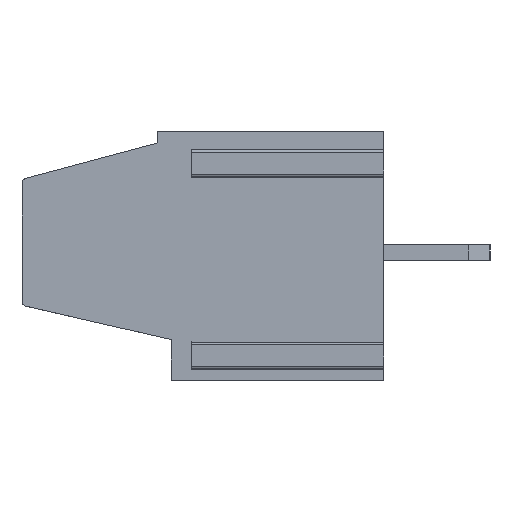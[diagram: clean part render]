
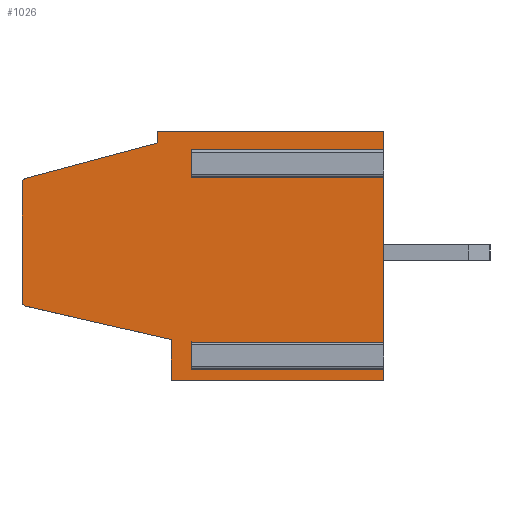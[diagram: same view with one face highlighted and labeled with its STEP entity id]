
A CAD part, left-side view. The second image highlights one B-rep face of the part: STEP entity #1026.
In plain terms, the highlighted planar face has unit normal (-1, 0, 0).
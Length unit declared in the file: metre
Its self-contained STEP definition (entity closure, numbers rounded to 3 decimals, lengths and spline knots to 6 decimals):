
#1026=ADVANCED_FACE('',(#2280),#2281,.F.);
#2280=FACE_OUTER_BOUND('',#3726,.T.);
#2281=PLANE('',#3727);
#3726=EDGE_LOOP('',(#6891,#6892,#6893,#6894,#6895,#6896,#6897,#6898,#6899,#6900,#6901,#6902,#6903,#6904,#6905,#6906,#6907,#6908));
#3727=AXIS2_PLACEMENT_3D('',#6909,#6910,#6911);
#6891=ORIENTED_EDGE('',*,*,#9190,.F.);
#6892=ORIENTED_EDGE('',*,*,#9621,.F.);
#6893=ORIENTED_EDGE('',*,*,#8618,.F.);
#6894=ORIENTED_EDGE('',*,*,#8566,.F.);
#6895=ORIENTED_EDGE('',*,*,#9592,.F.);
#6896=ORIENTED_EDGE('',*,*,#9205,.T.);
#6897=ORIENTED_EDGE('',*,*,#9269,.T.);
#6898=ORIENTED_EDGE('',*,*,#8556,.F.);
#6899=ORIENTED_EDGE('',*,*,#9271,.F.);
#6900=ORIENTED_EDGE('',*,*,#9211,.T.);
#6901=ORIENTED_EDGE('',*,*,#9258,.T.);
#6902=ORIENTED_EDGE('',*,*,#8548,.F.);
#6903=ORIENTED_EDGE('',*,*,#9132,.F.);
#6904=ORIENTED_EDGE('',*,*,#9177,.F.);
#6905=ORIENTED_EDGE('',*,*,#9174,.F.);
#6906=ORIENTED_EDGE('',*,*,#9171,.T.);
#6907=ORIENTED_EDGE('',*,*,#9162,.F.);
#6908=ORIENTED_EDGE('',*,*,#9159,.T.);
#6909=CARTESIAN_POINT('',(-0.031868,0.,0.048576));
#6910=DIRECTION('',(1.0,0.,0.));
#6911=DIRECTION('',(0.0,1.0,0.));
#8548=EDGE_CURVE('',#10206,#10208,#10209,.T.);
#8556=EDGE_CURVE('',#10222,#10224,#10225,.T.);
#8566=EDGE_CURVE('',#10242,#10244,#10245,.T.);
#8618=EDGE_CURVE('',#10244,#10346,#10347,.T.);
#9132=EDGE_CURVE('',#11125,#10206,#11127,.T.);
#9159=EDGE_CURVE('',#11179,#11177,#11180,.T.);
#9162=EDGE_CURVE('',#11179,#11183,#11184,.T.);
#9171=EDGE_CURVE('',#11199,#11183,#11200,.T.);
#9174=EDGE_CURVE('',#11199,#11203,#11204,.T.);
#9177=EDGE_CURVE('',#11203,#11125,#11207,.T.);
#9190=EDGE_CURVE('',#11228,#11177,#11230,.T.);
#9205=EDGE_CURVE('',#11255,#11253,#11256,.T.);
#9211=EDGE_CURVE('',#11265,#11266,#11267,.T.);
#9258=EDGE_CURVE('',#11266,#10208,#11344,.T.);
#9269=EDGE_CURVE('',#11253,#10224,#11355,.T.);
#9271=EDGE_CURVE('',#11265,#10222,#11357,.T.);
#9592=EDGE_CURVE('',#11255,#10242,#11812,.T.);
#9621=EDGE_CURVE('',#10346,#11228,#11841,.T.);
#10206=VERTEX_POINT('',#12658);
#10208=VERTEX_POINT('',#12661);
#10209=LINE('',#12662,#12663);
#10222=VERTEX_POINT('',#12679);
#10224=VERTEX_POINT('',#12681);
#10225=LINE('',#12682,#12683);
#10242=VERTEX_POINT('',#12704);
#10244=VERTEX_POINT('',#12706);
#10245=LINE('',#12707,#12708);
#10346=VERTEX_POINT('',#12851);
#10347=LINE('',#12852,#12853);
#11125=VERTEX_POINT('',#13964);
#11127=LINE('',#13967,#13968);
#11177=VERTEX_POINT('',#14042);
#11179=VERTEX_POINT('',#14045);
#11180=CIRCLE('',#14046,0.0002);
#11183=VERTEX_POINT('',#14050);
#11184=LINE('',#14051,#14052);
#11199=VERTEX_POINT('',#14068);
#11200=CIRCLE('',#14069,0.0002);
#11203=VERTEX_POINT('',#14073);
#11204=LINE('',#14074,#14075);
#11207=LINE('',#14079,#14080);
#11228=VERTEX_POINT('',#14111);
#11230=LINE('',#14114,#14115);
#11253=VERTEX_POINT('',#14149);
#11255=VERTEX_POINT('',#14151);
#11256=LINE('',#14152,#14153);
#11265=VERTEX_POINT('',#14164);
#11266=VERTEX_POINT('',#14165);
#11267=LINE('',#14166,#14167);
#11344=LINE('',#14279,#14280);
#11355=LINE('',#14296,#14297);
#11357=LINE('',#14299,#14300);
#11812=LINE('',#14956,#14957);
#11841=LINE('',#14998,#14999);
#12658=CARTESIAN_POINT('',(-0.031868,-0.020641,0.));
#12661=CARTESIAN_POINT('',(-0.031868,-0.020641,-0.00089));
#12662=CARTESIAN_POINT('',(-0.031868,-0.020641,-0.011));
#12663=VECTOR('',#16144,1.0);
#12679=CARTESIAN_POINT('',(-0.031868,-0.020641,-0.00191));
#12681=CARTESIAN_POINT('',(-0.031868,-0.020641,-0.00939));
#12682=CARTESIAN_POINT('',(-0.031868,-0.020641,-0.011));
#12683=VECTOR('',#16160,1.0);
#12704=CARTESIAN_POINT('',(-0.031868,-0.020641,-0.01041));
#12706=CARTESIAN_POINT('',(-0.031868,-0.020641,-0.011));
#12707=CARTESIAN_POINT('',(-0.031868,-0.020641,-0.011));
#12708=VECTOR('',#16179,1.0);
#12851=CARTESIAN_POINT('',(-0.031868,-0.011241,-0.011));
#12852=CARTESIAN_POINT('',(-0.031868,-0.011241,-0.011));
#12853=VECTOR('',#16246,1.0);
#13964=CARTESIAN_POINT('',(-0.031868,-0.010641,0.));
#13967=CARTESIAN_POINT('',(-0.031868,-0.020641,0.));
#13968=VECTOR('',#16728,1.0);
#14042=CARTESIAN_POINT('',(-0.031868,-0.004796,-0.007712));
#14045=CARTESIAN_POINT('',(-0.031868,-0.004641,-0.007517));
#14046=AXIS2_PLACEMENT_3D('',#16754,#16755,#16756);
#14050=CARTESIAN_POINT('',(-0.031868,-0.004641,-0.002261));
#14051=CARTESIAN_POINT('',(-0.031868,-0.004641,-0.002108));
#14052=VECTOR('',#16758,1.0);
#14068=CARTESIAN_POINT('',(-0.031868,-0.004789,-0.002068));
#14069=AXIS2_PLACEMENT_3D('',#16778,#16779,#16780);
#14073=CARTESIAN_POINT('',(-0.031868,-0.010641,-0.0005));
#14074=CARTESIAN_POINT('',(-0.031868,-0.010641,-0.0005));
#14075=VECTOR('',#16782,1.0);
#14079=CARTESIAN_POINT('',(-0.031868,-0.010641,0.));
#14080=VECTOR('',#16784,1.0);
#14111=CARTESIAN_POINT('',(-0.031868,-0.011241,-0.0092));
#14114=CARTESIAN_POINT('',(-0.031868,-0.004641,-0.007676));
#14115=VECTOR('',#16796,1.0);
#14149=CARTESIAN_POINT('',(-0.031868,-0.012141,-0.00939));
#14151=CARTESIAN_POINT('',(-0.031868,-0.012141,-0.01041));
#14152=CARTESIAN_POINT('',(-0.031868,-0.012141,-0.00939));
#14153=VECTOR('',#16814,1.0);
#14164=CARTESIAN_POINT('',(-0.031868,-0.012141,-0.00191));
#14165=CARTESIAN_POINT('',(-0.031868,-0.012141,-0.00089));
#14166=CARTESIAN_POINT('',(-0.031868,-0.012141,-0.00089));
#14167=VECTOR('',#16823,1.0);
#14279=CARTESIAN_POINT('',(-0.031868,-0.012141,-0.00089));
#14280=VECTOR('',#16871,1.0);
#14296=CARTESIAN_POINT('',(-0.031868,-0.012141,-0.00939));
#14297=VECTOR('',#16877,1.0);
#14299=CARTESIAN_POINT('',(-0.031868,-0.012141,-0.00191));
#14300=VECTOR('',#16878,1.0);
#14956=CARTESIAN_POINT('',(-0.031868,-0.012141,-0.01041));
#14957=VECTOR('',#17168,1.0);
#14998=CARTESIAN_POINT('',(-0.031868,-0.011241,0.048576));
#14999=VECTOR('',#17181,1.0);
#16144=DIRECTION('',(0.,0.,-1.0));
#16160=DIRECTION('',(0.,0.,-1.0));
#16179=DIRECTION('',(0.,0.,-1.0));
#16246=DIRECTION('',(0.,1.0,0.));
#16728=DIRECTION('',(0.,-1.0,0.));
#16754=CARTESIAN_POINT('',(-0.031868,-0.004841,-0.007517));
#16755=DIRECTION('',(-1.0,0.,0.));
#16756=DIRECTION('',(0.,0.0,-1.0));
#16758=DIRECTION('',(0.,0.,1.0));
#16778=CARTESIAN_POINT('',(-0.031868,-0.004841,-0.002261));
#16779=DIRECTION('',(-1.0,0.,0.));
#16780=DIRECTION('',(0.,0.0,-1.0));
#16782=DIRECTION('',(0.,-0.966,0.259));
#16784=DIRECTION('',(0.,0.,1.0));
#16796=DIRECTION('',(0.,0.974,0.225));
#16814=DIRECTION('',(0.0,0.0,1.0));
#16823=DIRECTION('',(0.0,0.0,1.0));
#16871=DIRECTION('',(0.,-1.0,0.));
#16877=DIRECTION('',(0.,-1.0,0.));
#16878=DIRECTION('',(0.,-1.0,0.));
#17168=DIRECTION('',(0.,-1.0,0.));
#17181=DIRECTION('',(0.,0.0,1.0));
